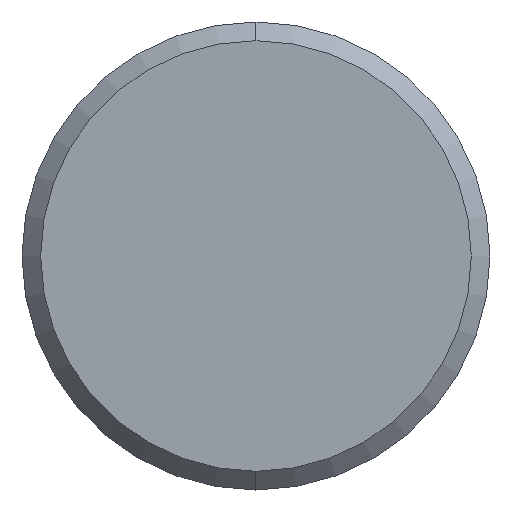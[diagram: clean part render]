
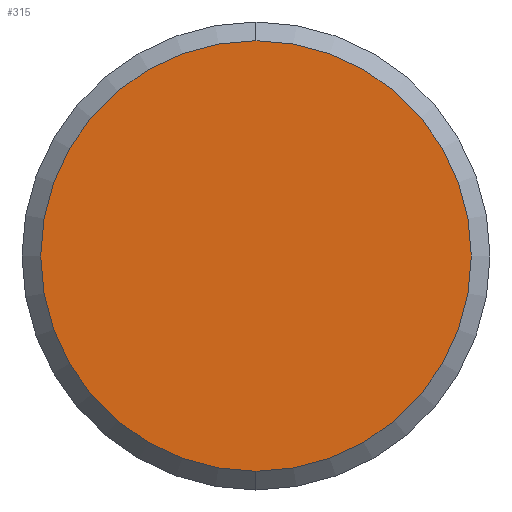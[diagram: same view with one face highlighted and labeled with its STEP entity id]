
A CAD part, left-side view. The second image highlights one B-rep face of the part: STEP entity #315.
In plain terms, the highlighted planar face has unit normal (-1, 0, 0).
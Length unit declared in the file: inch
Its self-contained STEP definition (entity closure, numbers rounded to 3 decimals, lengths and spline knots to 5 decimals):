
#116 = CARTESIAN_POINT ( 'NONE',  ( 0., 0., 0. ) ) ;
#126 = FACE_OUTER_BOUND ( 'NONE', #834, .T. ) ;
#217 = EDGE_CURVE ( 'NONE', #1331, #1892, #1684, .T. ) ;
#293 = DIRECTION ( 'NONE',  ( 0., 0., -1. ) ) ;
#302 = CIRCLE ( 'NONE', #427, 0.22985 ) ;
#315 = ADVANCED_FACE ( 'NONE', ( #126 ), #438, .F. ) ;
#427 = AXIS2_PLACEMENT_3D ( 'NONE', #1140, #527, #1127 ) ;
#438 = PLANE ( 'NONE',  #547 ) ;
#527 = DIRECTION ( 'NONE',  ( -1., 0., 0. ) ) ;
#547 = AXIS2_PLACEMENT_3D ( 'NONE', #116, #1491, #568 ) ;
#568 = DIRECTION ( 'NONE',  ( 0., 0., -1. ) ) ;
#580 = CARTESIAN_POINT ( 'NONE',  ( 0., 0., 0. ) ) ;
#607 = DIRECTION ( 'NONE',  ( -1., 0., 0. ) ) ;
#801 = ORIENTED_EDGE ( 'NONE', *, *, #805, .T. ) ;
#805 = EDGE_CURVE ( 'NONE', #1892, #1331, #302, .T. ) ;
#834 = EDGE_LOOP ( 'NONE', ( #801, #886 ) ) ;
#886 = ORIENTED_EDGE ( 'NONE', *, *, #217, .T. ) ;
#1064 = CARTESIAN_POINT ( 'NONE',  ( 0., 0., 0.22985 ) ) ;
#1127 = DIRECTION ( 'NONE',  ( 0., 0., -1. ) ) ;
#1140 = CARTESIAN_POINT ( 'NONE',  ( 0., 0., 0. ) ) ;
#1298 = AXIS2_PLACEMENT_3D ( 'NONE', #580, #607, #293 ) ;
#1331 = VERTEX_POINT ( 'NONE', #1064 ) ;
#1428 = CARTESIAN_POINT ( 'NONE',  ( 0., 0., -0.22985 ) ) ;
#1491 = DIRECTION ( 'NONE',  ( 1., 0., 0. ) ) ;
#1684 = CIRCLE ( 'NONE', #1298, 0.22985 ) ;
#1892 = VERTEX_POINT ( 'NONE', #1428 ) ;
